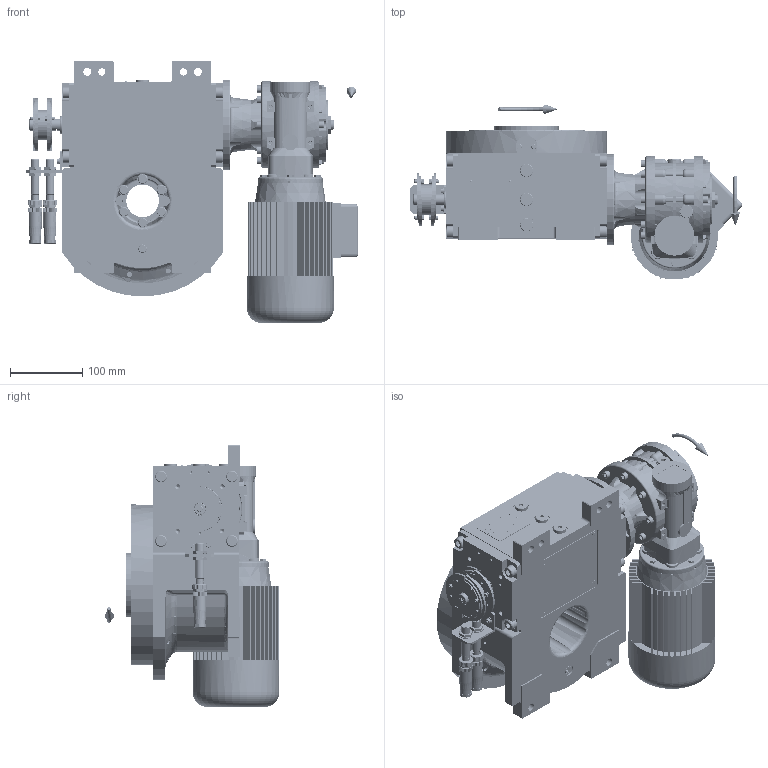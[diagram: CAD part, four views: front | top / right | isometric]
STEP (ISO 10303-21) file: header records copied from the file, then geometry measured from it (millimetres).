
FILE_DESCRIPTION (( 'STEP AP203' ), '1' );
FILE_NAME ('PC5200635.step', '2024-09-17T15:24:43', ( '' ), ( '' ), 'SwSTEP 2.0', 'SolidWorks 2020', '' );
FILE_SCHEMA (( 'CONFIG_CONTROL_DESIGN' ));
Length unit declared in the file: millimetre
Products named in the file (91): cfn2003_01_054; CFN2104_02_017^RIG06_005_ASM_rig06_071_06_m_asm(2)_rig06_071_06_m_asm.stp; cfn2128_19_002; cfn2000_01_124; TN63A4B14; cfn2000_01_103; CFN2010_01_012^rig06_071_06_m_asm(2)_rig06_071_06_m_asm.stp; cfn2476_01_002_60x46; cfn2276_01_074; cfn2205_01_013; AS_900_38_10_028; cfn2151_01_290; CFN2000_01_185^RIG06_005_ASM_rig06_071_06_m_asm(2)_rig06_071_06_m_asm.stp; rig06_003_6; AS_rig06_017; rig06_004; CFN2223_01-570X6-B^rig06_071_06_m_asm(2)_rig06_071_06_m_asm.stp; 900_00_00_005; RIG06_005_ASM^rig06_071_06_m_asm(2)_rig06_071_06_m_asm.stp; olio_agip_blasia_150; rig06_007_master; rig06_002_bl_001; cfn2070_05_005; rig06_016; rig06_001_a; cfn2115_02_194; cfn2158_01_011; freccia_angolare_albero; cfn2104_01_016; AS_rig06_002_bl_001; cfn2151_01_090; rig06_017; cfn2000_01_126; CFN2203_02_001^rig06_071_06_m_asm(2)_rig06_071_06_m_asm.stp; rig06_005_n_01; freccia_angolare; CFN2010_02_002^rig06_071_06_m_asm(2)_rig06_071_06_m_asm.stp; AS_rig06_071_6_m; cfn2128_04_004; cfn2115_02_165 ...
Assembly tree (87 placements, depth 5):
  CFN2010_01_012^rig06_071_06_m_asm(2)_rig06_071_06_m_asm.stp
  cfn2276_01_074
  cfn2205_01_013
  cfn2151_01_290
  CFN2223_01-570X6-B^rig06_071_06_m_asm(2)_rig06_071_06_m_asm.stp
Bounding box: 458.37 x 241.5 x 361.5 mm (x, y, z)
Volume: 5344263.5 mm3; surface area: 1177477.7 mm2
Topology: 75 solids, 75 shells, 6275 faces, 16051 edges, 10185 vertices
Faces by surface type: plane 2904, cylinder 2137, cone 1019, torus 185, bspline 20, sphere 10
Entity records: 178927 total; most frequent: CARTESIAN_POINT 46112, DIRECTION 25872, ORIENTED_EDGE 25690, EDGE_CURVE 12845, AXIS2_PLACEMENT_3D 9460, VERTEX_POINT 8239, LINE 6952, VECTOR 6952
